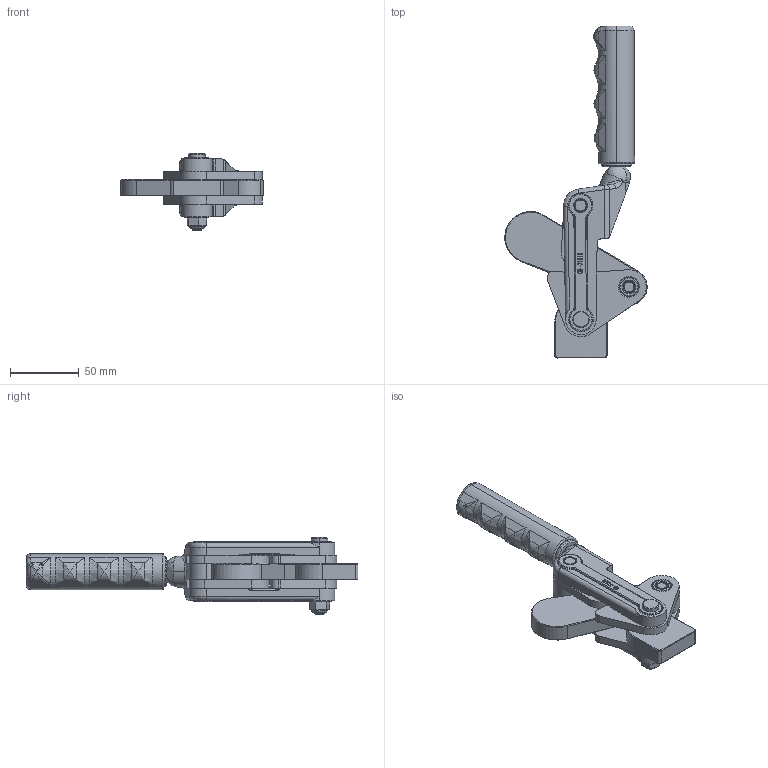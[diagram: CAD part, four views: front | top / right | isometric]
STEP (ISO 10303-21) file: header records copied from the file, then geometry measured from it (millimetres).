
FILE_DESCRIPTION (( 'STEP AP203' ), '1' );
FILE_NAME ('CH-71210.STEP', '2017-12-10T06:16:11', ( 'Windows' ), ( 'Microsoft' ), 'SwSTEP 2.0', 'SolidWorks 2015', '' );
FILE_SCHEMA (( 'CONFIG_CONTROL_DESIGN' ));
Length unit declared in the file: millimetre
Products named in the file (12): M8_默认; 71210-01_默认; 71210-03_默认; 71220-11_默认; 71210-02_默认; 71220-07_默认; 71220-03_默认; CH-71210; 71220-06_默认; 71220-08_默认; 71220-04_默认_按加工_; 71220-10_默认
Assembly tree (21 placements, depth 2):
  CH-71210
    71220-06_默认  x8
    71220-08_默认  x2
    71220-04_默认_按加工_
    71220-10_默认
    M8_默认
    71210-03_默认
    71210-02_默认  x2
    71220-03_默认  x2
    71210-01_默认
    71220-11_默认
    71220-07_默认
Bounding box: 103.35 x 240.92 x 56 mm (x, y, z)
Volume: 232268.8 mm3; surface area: 88611.7 mm2
Topology: 22 solids, 22 shells, 2272 faces, 6361 edges, 4152 vertices
Faces by surface type: plane 1002, cylinder 858, bspline 239, cone 173
Entity records: 74660 total; most frequent: CARTESIAN_POINT 27104, ORIENTED_EDGE 10134, DIRECTION 9130, EDGE_CURVE 5067, VERTEX_POINT 3324, LINE 3126, VECTOR 3126, AXIS2_PLACEMENT_3D 3002
